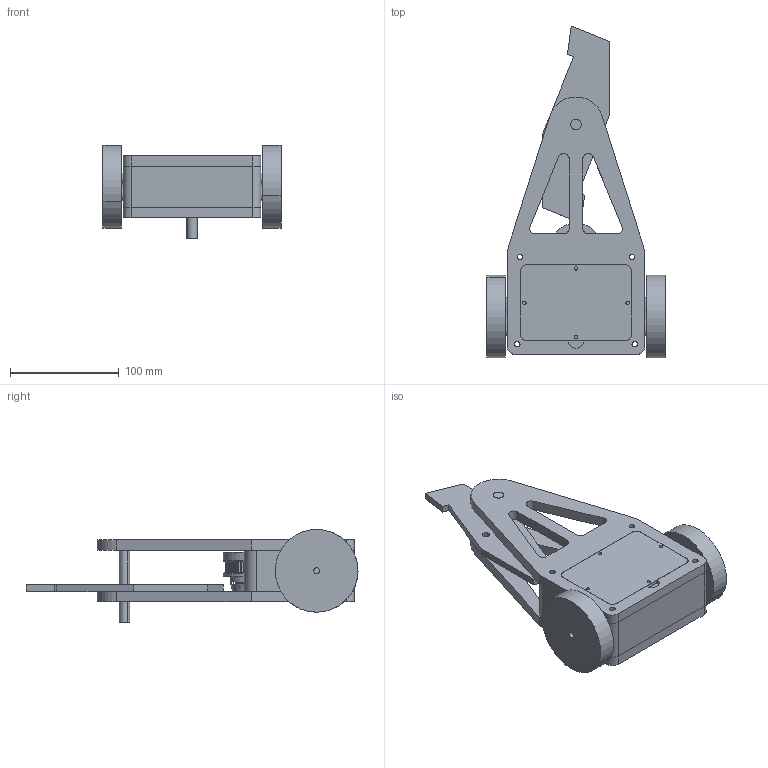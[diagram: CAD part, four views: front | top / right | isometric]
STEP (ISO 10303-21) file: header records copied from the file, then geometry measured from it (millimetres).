
FILE_DESCRIPTION (( 'STEP AP203' ), '1' );
FILE_NAME ('origanal combat bot TPU.STEP', '2023-07-12T00:38:36', ( '' ), ( '' ), 'SwSTEP 2.0', 'SolidWorks 2022', '' );
FILE_SCHEMA (( 'CONFIG_CONTROL_DESIGN' ));
Length unit declared in the file: inch
Products named in the file (14): 22mm Motor Mount V1 v1; Top cover; pin; Top plate; 48tooth pully_3530 motor combo.step; origanal combat bot TPU; 3mm 48tooth GT2 Printable v2.step; bar weapon; 2030 4500kv with gearbox v2; Motor_3536.step; Bottom Plate; 48tooth pully_3530 motor combo; TPU Body; wheel
Assembly tree (16 placements, depth 4):
  origanal combat bot TPU
    wheel  x2
    pin
    2030 4500kv with gearbox v2  x2
    22mm Motor Mount V1 v1  x2
    Top plate
    Top cover
    Bottom Plate
    TPU Body
    bar weapon
    48tooth pully_3530 motor combo
      48tooth pully_3530 motor combo.step
        3mm 48tooth GT2 Printable v2.step
        Motor_3536.step
Bounding box: 164.04 x 305.87 x 85.72 mm (x, y, z)
Volume: 757429 mm3; surface area: 235824 mm2
Topology: 16 solids, 16 shells, 1004 faces, 2766 edges, 1832 vertices
Faces by surface type: cylinder 721, plane 226, bspline 41, torus 8, cone 8
Entity records: 32139 total; most frequent: CARTESIAN_POINT 7145, DIRECTION 5292, ORIENTED_EDGE 4792, EDGE_CURVE 2396, AXIS2_PLACEMENT_3D 2156, VERTEX_POINT 1588, CIRCLE 1312, EDGE_LOOP 1032
